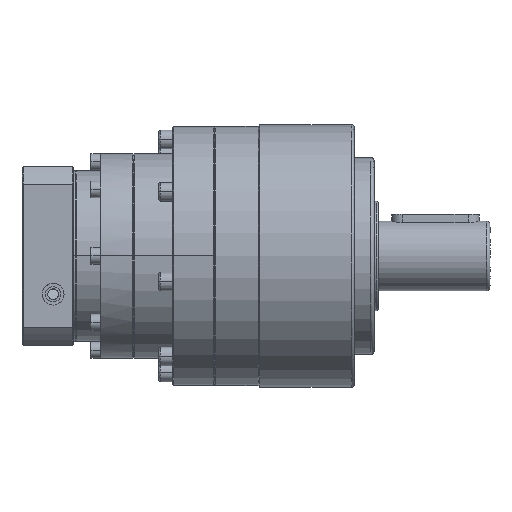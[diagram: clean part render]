
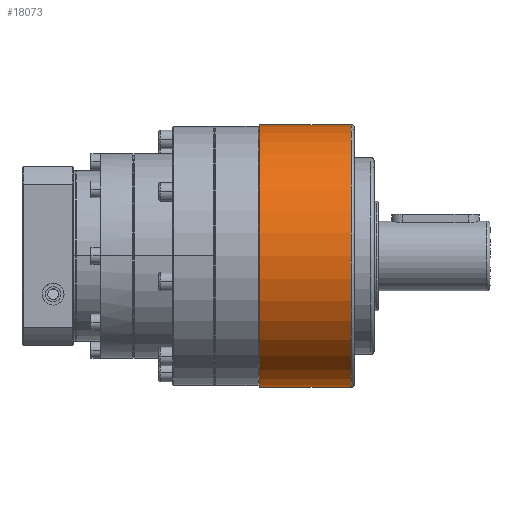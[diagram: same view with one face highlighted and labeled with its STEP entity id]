
A CAD part, top view. The second image highlights one B-rep face of the part: STEP entity #18073.
In plain terms, the highlighted cylindrical face has radius 60 mm (diameter 120 mm), a partial arc.
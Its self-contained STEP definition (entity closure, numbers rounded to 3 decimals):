
#1724 = CARTESIAN_POINT ( 'NONE',  ( 0., 0., 62.5 ) ) ;
#2206 = VERTEX_POINT ( 'NONE', #18090 ) ;
#2781 = FACE_OUTER_BOUND ( 'NONE', #13275, .T. ) ;
#2903 = EDGE_CURVE ( 'NONE', #9522, #23832, #18744, .T. ) ;
#6435 = LINE ( 'NONE', #14819, #21697 ) ;
#6707 = DIRECTION ( 'NONE',  ( 0., 0., -1. ) ) ;
#7462 = DIRECTION ( 'NONE',  ( 1., 0., 0. ) ) ;
#7464 = DIRECTION ( 'NONE',  ( 1., 0., 0. ) ) ;
#7550 = VERTEX_POINT ( 'NONE', #10063 ) ;
#8217 = ORIENTED_EDGE ( 'NONE', *, *, #11977, .T. ) ;
#8273 = LINE ( 'NONE', #23483, #18821 ) ;
#8886 = DIRECTION ( 'NONE',  ( 0., 0., 1. ) ) ;
#9522 = VERTEX_POINT ( 'NONE', #23115 ) ;
#10063 = CARTESIAN_POINT ( 'NONE',  ( 60., 0., 20.75 ) ) ;
#11404 = CIRCLE ( 'NONE', #23892, 60. ) ;
#11466 = DIRECTION ( 'NONE',  ( 0., 0., 1. ) ) ;
#11474 = DIRECTION ( 'NONE',  ( 0., 0., 1. ) ) ;
#11977 = EDGE_CURVE ( 'NONE', #2206, #7550, #11404, .T. ) ;
#13275 = EDGE_LOOP ( 'NONE', ( #20430, #8217, #21239, #17488 ) ) ;
#14441 = AXIS2_PLACEMENT_3D ( 'NONE', #1724, #6707, #7462 ) ;
#14819 = CARTESIAN_POINT ( 'NONE',  ( 60., 0., 0. ) ) ;
#17488 = ORIENTED_EDGE ( 'NONE', *, *, #2903, .T. ) ;
#18073 = ADVANCED_FACE ( 'NONE', ( #2781 ), #21393, .T. ) ;
#18090 = CARTESIAN_POINT ( 'NONE',  ( -60., 0., 20.75 ) ) ;
#18569 = EDGE_CURVE ( 'NONE', #2206, #23832, #8273, .T. ) ;
#18744 = CIRCLE ( 'NONE', #14441, 60. ) ;
#18821 = VECTOR ( 'NONE', #11466, 1000. ) ;
#19167 = AXIS2_PLACEMENT_3D ( 'NONE', #19285, #23326, #7464 ) ;
#19285 = CARTESIAN_POINT ( 'NONE',  ( 0., 0., 0. ) ) ;
#20059 = CARTESIAN_POINT ( 'NONE',  ( -60., 0., 62.5 ) ) ;
#20430 = ORIENTED_EDGE ( 'NONE', *, *, #18569, .F. ) ;
#21239 = ORIENTED_EDGE ( 'NONE', *, *, #24566, .T. ) ;
#21393 = CYLINDRICAL_SURFACE ( 'NONE', #19167, 60. ) ;
#21697 = VECTOR ( 'NONE', #8886, 1000. ) ;
#23115 = CARTESIAN_POINT ( 'NONE',  ( 60., 0., 62.5 ) ) ;
#23326 = DIRECTION ( 'NONE',  ( 0., 0., 1. ) ) ;
#23405 = CARTESIAN_POINT ( 'NONE',  ( 0., 0., 20.75 ) ) ;
#23483 = CARTESIAN_POINT ( 'NONE',  ( -60., 0., 0. ) ) ;
#23832 = VERTEX_POINT ( 'NONE', #20059 ) ;
#23892 = AXIS2_PLACEMENT_3D ( 'NONE', #23405, #11474, #25322 ) ;
#24566 = EDGE_CURVE ( 'NONE', #7550, #9522, #6435, .T. ) ;
#25322 = DIRECTION ( 'NONE',  ( 1., 0., 0. ) ) ;
